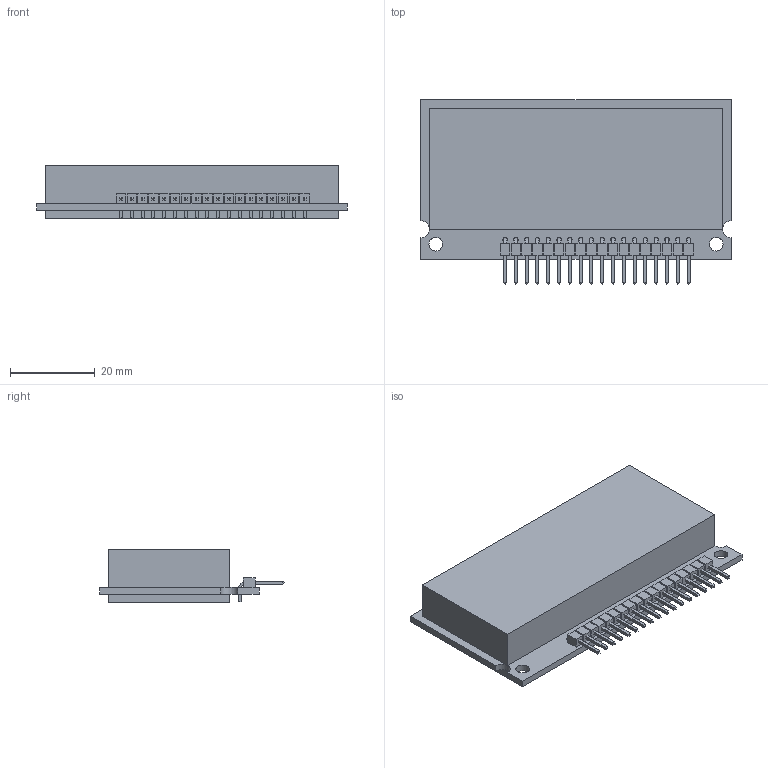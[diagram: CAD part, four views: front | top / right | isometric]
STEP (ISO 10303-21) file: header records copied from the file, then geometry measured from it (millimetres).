
FILE_DESCRIPTION(/* description */ ('Alibre Inc.'),/* implementation_level */ '2;1');
FILE_NAME(/* name */ 'export0',/* time_stamp */ '2016-06-23T12:14:05+02:00',/* author */ (''),/* organization */ (''),/* preprocessor_version */ 'ST-DEVELOPER v14',/* originating_system */ 'Alibre',/* authorisation */ '');
FILE_SCHEMA (('AUTOMOTIVE_DESIGN'));
Length unit declared in the file: centimetre
Products named in the file (7): ID_1
Bounding box: 73 x 43.43 x 12.6 mm (x, y, z)
Volume: 26293.2 mm3; surface area: 17297.6 mm2
Topology: 39 solids, 39 shells, 402 faces, 882 edges, 558 vertices
Faces by surface type: plane 326, cylinder 76
Full cylindrical faces by diameter (mm): 1.016 x36, 3.2 x2
Entity records: 2730 total; most frequent: DIRECTION 461, CARTESIAN_POINT 422, ORIENTED_EDGE 328, AXIS2_PLACEMENT_3D 209, EDGE_LOOP 193, FACE_BOUND 193, EDGE_CURVE 164, VERTEX_POINT 133
